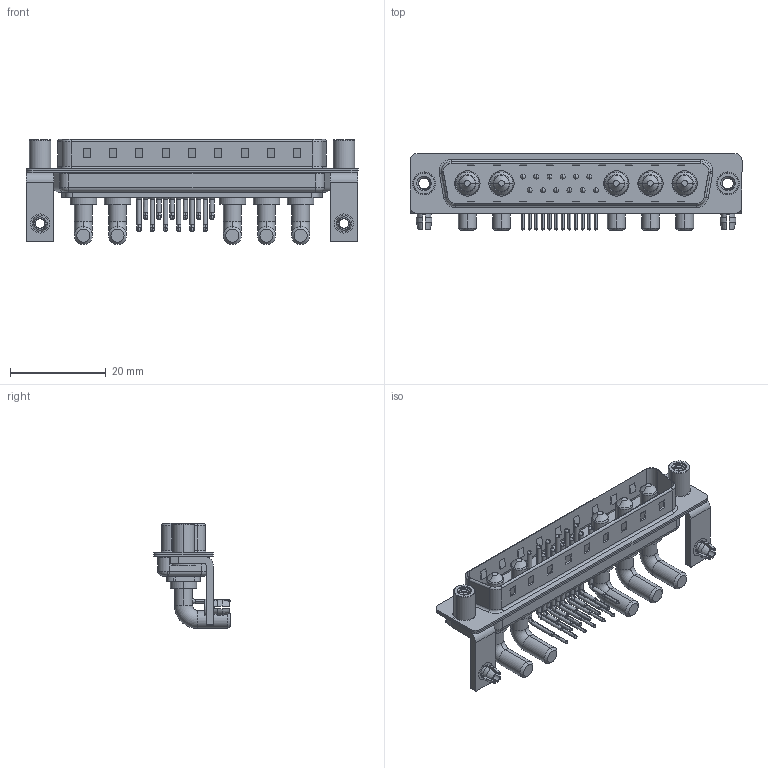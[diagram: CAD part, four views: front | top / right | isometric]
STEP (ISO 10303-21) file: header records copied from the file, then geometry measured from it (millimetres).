
FILE_DESCRIPTION (( 'STEP AP203' ), '1' );
FILE_NAME ('629-17W5240-4T5.STEP', '2022-05-14T23:11:18', ( '' ), ( '' ), 'SwSTEP 2.0', 'SolidWorks 2020', '' );
FILE_SCHEMA (( 'CONFIG_CONTROL_DESIGN' ));
Length unit declared in the file: millimetre
Products named in the file (10): 629Combo Stabilizer Bracket; 629Combo Contact Row 2; 629Combo Housing_17W5; 629Combo Shell Front_37 Contacts; 629Combo Board Lock; 629-17W5240-4T5; 629Combo Threaded Standoff_5; 629Combo Shell Rear_37 Contacts; Power Pin_40A RA; 629Combo Contact Row 1
Assembly tree (26 placements, depth 2):
  629-17W5240-4T5
    629Combo Housing_17W5
    629Combo Shell Rear_37 Contacts
    629Combo Shell Front_37 Contacts
    629Combo Stabilizer Bracket  x2
    629Combo Board Lock  x2
    629Combo Threaded Standoff_5  x2
    Power Pin_40A RA  x5
    629Combo Contact Row 1  x6
    629Combo Contact Row 2  x6
Bounding box: 69.4 x 16.05 x 21.98 mm (x, y, z)
Volume: 5346.7 mm3; surface area: 11333 mm2
Topology: 31 solids, 31 shells, 2127 faces, 5733 edges, 3700 vertices
Faces by surface type: plane 1091, cylinder 770, cone 113, bspline 83, torus 70
Entity records: 29081 total; most frequent: CARTESIAN_POINT 6605, DIRECTION 4510, ORIENTED_EDGE 4300, EDGE_CURVE 2150, AXIS2_PLACEMENT_3D 1606, VERTEX_POINT 1387, VECTOR 1298, LINE 1298
